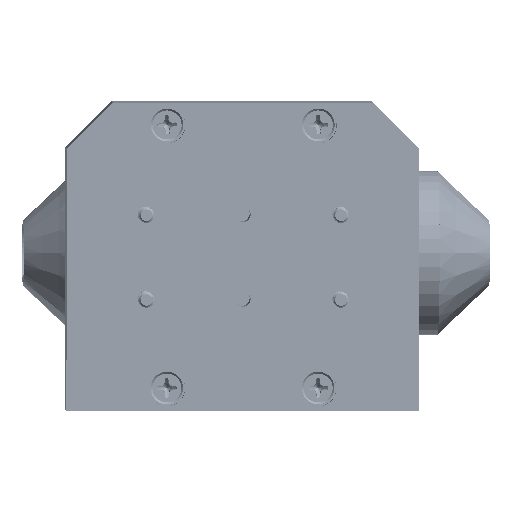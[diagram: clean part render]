
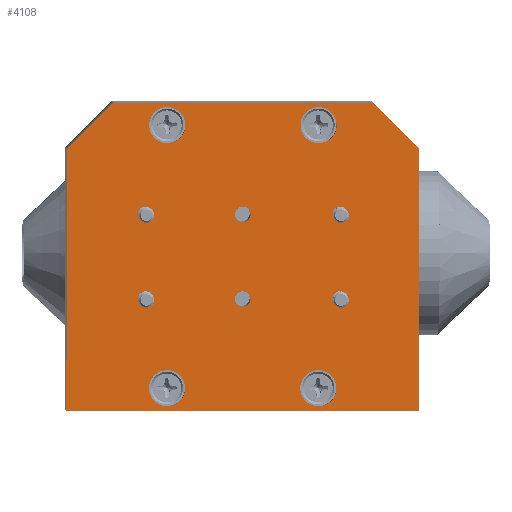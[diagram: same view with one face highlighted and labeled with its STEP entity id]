
A CAD part, front view. The second image highlights one B-rep face of the part: STEP entity #4108.
In plain terms, the highlighted face is planar.
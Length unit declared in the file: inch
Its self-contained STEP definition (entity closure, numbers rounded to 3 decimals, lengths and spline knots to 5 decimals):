
#311=LINE('',#6508,#566);
#315=LINE('',#6515,#570);
#321=LINE('',#6539,#576);
#323=LINE('',#6561,#578);
#324=LINE('',#6564,#579);
#326=LINE('',#6567,#581);
#566=VECTOR('',#5194,0.3937);
#570=VECTOR('',#5200,0.3937);
#576=VECTOR('',#5222,0.3937);
#578=VECTOR('',#5250,0.3937);
#579=VECTOR('',#5253,0.3937);
#581=VECTOR('',#5257,0.3937);
#826=PLANE('',#4670);
#945=FACE_BOUND('',#1338,.T.);
#946=FACE_BOUND('',#1339,.T.);
#947=FACE_BOUND('',#1340,.T.);
#948=FACE_BOUND('',#1341,.T.);
#949=FACE_BOUND('',#1342,.T.);
#950=FACE_BOUND('',#1343,.T.);
#951=FACE_BOUND('',#1344,.T.);
#952=FACE_BOUND('',#1345,.T.);
#953=FACE_BOUND('',#1346,.T.);
#954=FACE_BOUND('',#1347,.T.);
#1052=FACE_OUTER_BOUND('',#1337,.T.);
#1337=EDGE_LOOP('',(#2922,#2923,#2924,#2925,#2926,#2927));
#1338=EDGE_LOOP('',(#2928));
#1339=EDGE_LOOP('',(#2929));
#1340=EDGE_LOOP('',(#2930));
#1341=EDGE_LOOP('',(#2931));
#1342=EDGE_LOOP('',(#2932));
#1343=EDGE_LOOP('',(#2933));
#1344=EDGE_LOOP('',(#2934));
#1345=EDGE_LOOP('',(#2935));
#1346=EDGE_LOOP('',(#2936));
#1347=EDGE_LOOP('',(#2937));
#1675=CIRCLE('',#4634,0.1378);
#1677=CIRCLE('',#4637,0.1378);
#1679=CIRCLE('',#4640,0.1378);
#1681=CIRCLE('',#4643,0.1378);
#1689=CIRCLE('',#4656,0.05906);
#1690=CIRCLE('',#4658,0.05906);
#1691=CIRCLE('',#4660,0.05906);
#1692=CIRCLE('',#4662,0.05906);
#1693=CIRCLE('',#4664,0.05906);
#1694=CIRCLE('',#4666,0.05906);
#1913=VERTEX_POINT('',#6482);
#1915=VERTEX_POINT('',#6487);
#1917=VERTEX_POINT('',#6492);
#1919=VERTEX_POINT('',#6497);
#1923=VERTEX_POINT('',#6505);
#1924=VERTEX_POINT('',#6507);
#1926=VERTEX_POINT('',#6513);
#1936=VERTEX_POINT('',#6537);
#1937=VERTEX_POINT('',#6541);
#1938=VERTEX_POINT('',#6544);
#1939=VERTEX_POINT('',#6547);
#1940=VERTEX_POINT('',#6550);
#1941=VERTEX_POINT('',#6553);
#1942=VERTEX_POINT('',#6556);
#1943=VERTEX_POINT('',#6559);
#1944=VERTEX_POINT('',#6563);
#2291=EDGE_CURVE('',#1913,#1913,#1675,.T.);
#2293=EDGE_CURVE('',#1915,#1915,#1677,.T.);
#2295=EDGE_CURVE('',#1917,#1917,#1679,.T.);
#2297=EDGE_CURVE('',#1919,#1919,#1681,.T.);
#2301=EDGE_CURVE('',#1923,#1924,#311,.T.);
#2305=EDGE_CURVE('',#1926,#1923,#315,.T.);
#2317=EDGE_CURVE('',#1936,#1926,#321,.T.);
#2318=EDGE_CURVE('',#1937,#1937,#1689,.T.);
#2319=EDGE_CURVE('',#1938,#1938,#1690,.T.);
#2320=EDGE_CURVE('',#1939,#1939,#1691,.T.);
#2321=EDGE_CURVE('',#1940,#1940,#1692,.T.);
#2322=EDGE_CURVE('',#1941,#1941,#1693,.T.);
#2323=EDGE_CURVE('',#1942,#1942,#1694,.T.);
#2325=EDGE_CURVE('',#1943,#1936,#323,.T.);
#2326=EDGE_CURVE('',#1944,#1943,#324,.T.);
#2328=EDGE_CURVE('',#1924,#1944,#326,.T.);
#2922=ORIENTED_EDGE('',*,*,#2301,.F.);
#2923=ORIENTED_EDGE('',*,*,#2305,.F.);
#2924=ORIENTED_EDGE('',*,*,#2317,.F.);
#2925=ORIENTED_EDGE('',*,*,#2325,.F.);
#2926=ORIENTED_EDGE('',*,*,#2326,.F.);
#2927=ORIENTED_EDGE('',*,*,#2328,.F.);
#2928=ORIENTED_EDGE('',*,*,#2291,.T.);
#2929=ORIENTED_EDGE('',*,*,#2293,.T.);
#2930=ORIENTED_EDGE('',*,*,#2295,.T.);
#2931=ORIENTED_EDGE('',*,*,#2297,.T.);
#2932=ORIENTED_EDGE('',*,*,#2318,.T.);
#2933=ORIENTED_EDGE('',*,*,#2319,.T.);
#2934=ORIENTED_EDGE('',*,*,#2320,.T.);
#2935=ORIENTED_EDGE('',*,*,#2321,.T.);
#2936=ORIENTED_EDGE('',*,*,#2322,.T.);
#2937=ORIENTED_EDGE('',*,*,#2323,.T.);
#4108=ADVANCED_FACE('',(#1052,#945,#946,#947,#948,#949,#950,#951,#952,#953,
#954),#826,.F.);
#4634=AXIS2_PLACEMENT_3D('',#6483,#5168,#5169);
#4637=AXIS2_PLACEMENT_3D('',#6488,#5174,#5175);
#4640=AXIS2_PLACEMENT_3D('',#6493,#5180,#5181);
#4643=AXIS2_PLACEMENT_3D('',#6498,#5186,#5187);
#4656=AXIS2_PLACEMENT_3D('',#6542,#5225,#5226);
#4658=AXIS2_PLACEMENT_3D('',#6545,#5229,#5230);
#4660=AXIS2_PLACEMENT_3D('',#6548,#5233,#5234);
#4662=AXIS2_PLACEMENT_3D('',#6551,#5237,#5238);
#4664=AXIS2_PLACEMENT_3D('',#6554,#5241,#5242);
#4666=AXIS2_PLACEMENT_3D('',#6557,#5245,#5246);
#4670=AXIS2_PLACEMENT_3D('',#6568,#5258,#5259);
#5168=DIRECTION('center_axis',(0.,0.,1.));
#5169=DIRECTION('ref_axis',(1.,0.,0.));
#5174=DIRECTION('center_axis',(0.,0.,1.));
#5175=DIRECTION('ref_axis',(1.,0.,0.));
#5180=DIRECTION('center_axis',(0.,0.,1.));
#5181=DIRECTION('ref_axis',(1.,0.,0.));
#5186=DIRECTION('center_axis',(0.,0.,1.));
#5187=DIRECTION('ref_axis',(1.,0.,0.));
#5194=DIRECTION('',(0.707,0.707,0.));
#5200=DIRECTION('',(1.,0.,0.));
#5222=DIRECTION('',(0.707,-0.707,0.));
#5225=DIRECTION('center_axis',(0.,0.,1.));
#5226=DIRECTION('ref_axis',(1.,0.,0.));
#5229=DIRECTION('center_axis',(0.,0.,1.));
#5230=DIRECTION('ref_axis',(1.,0.,0.));
#5233=DIRECTION('center_axis',(0.,0.,1.));
#5234=DIRECTION('ref_axis',(1.,0.,0.));
#5237=DIRECTION('center_axis',(0.,0.,1.));
#5238=DIRECTION('ref_axis',(1.,0.,0.));
#5241=DIRECTION('center_axis',(0.,0.,1.));
#5242=DIRECTION('ref_axis',(1.,0.,0.));
#5245=DIRECTION('center_axis',(0.,0.,1.));
#5246=DIRECTION('ref_axis',(1.,0.,0.));
#5250=DIRECTION('',(0.,-1.,0.));
#5253=DIRECTION('',(-1.,0.,0.));
#5257=DIRECTION('',(0.,1.,0.));
#5258=DIRECTION('center_axis',(0.,0.,1.));
#5259=DIRECTION('ref_axis',(1.,0.,0.));
#6482=CARTESIAN_POINT('',(0.4372,-1.00009,0.));
#6483=CARTESIAN_POINT('Origin',(0.575,-1.00009,0.));
#6487=CARTESIAN_POINT('',(-0.7128,0.99991,0.));
#6488=CARTESIAN_POINT('Origin',(-0.575,0.99991,0.));
#6492=CARTESIAN_POINT('',(0.4372,0.99991,0.));
#6493=CARTESIAN_POINT('Origin',(0.575,0.99991,0.));
#6497=CARTESIAN_POINT('',(-0.7128,-1.00009,0.));
#6498=CARTESIAN_POINT('Origin',(-0.575,-1.00009,0.));
#6505=CARTESIAN_POINT('',(0.99,-1.172,0.));
#6507=CARTESIAN_POINT('',(1.34,-0.822,0.));
#6508=CARTESIAN_POINT('',(1.123,-1.039,0.));
#6513=CARTESIAN_POINT('',(-0.99,-1.172,0.));
#6515=CARTESIAN_POINT('',(-1.34,-1.172,0.));
#6537=CARTESIAN_POINT('',(-1.34,-0.822,0.));
#6539=CARTESIAN_POINT('',(-1.123,-1.039,0.));
#6541=CARTESIAN_POINT('',(0.68094,0.322,0.));
#6542=CARTESIAN_POINT('Origin',(0.74,0.322,0.));
#6544=CARTESIAN_POINT('',(-0.05906,0.322,0.));
#6545=CARTESIAN_POINT('Origin',(0.,0.322,0.));
#6547=CARTESIAN_POINT('',(-0.79906,0.322,0.));
#6548=CARTESIAN_POINT('Origin',(-0.74,0.322,0.));
#6550=CARTESIAN_POINT('',(-0.79906,-0.322,0.));
#6551=CARTESIAN_POINT('Origin',(-0.74,-0.322,0.));
#6553=CARTESIAN_POINT('',(-0.05906,-0.322,0.));
#6554=CARTESIAN_POINT('Origin',(0.,-0.322,0.));
#6556=CARTESIAN_POINT('',(0.68094,-0.322,0.));
#6557=CARTESIAN_POINT('Origin',(0.74,-0.322,0.));
#6559=CARTESIAN_POINT('',(-1.34,1.172,0.));
#6561=CARTESIAN_POINT('',(-1.34,1.172,0.));
#6563=CARTESIAN_POINT('',(1.34,1.172,0.));
#6564=CARTESIAN_POINT('',(1.34,1.172,0.));
#6567=CARTESIAN_POINT('',(1.34,-1.172,0.));
#6568=CARTESIAN_POINT('Origin',(0.,0.,
0.));
